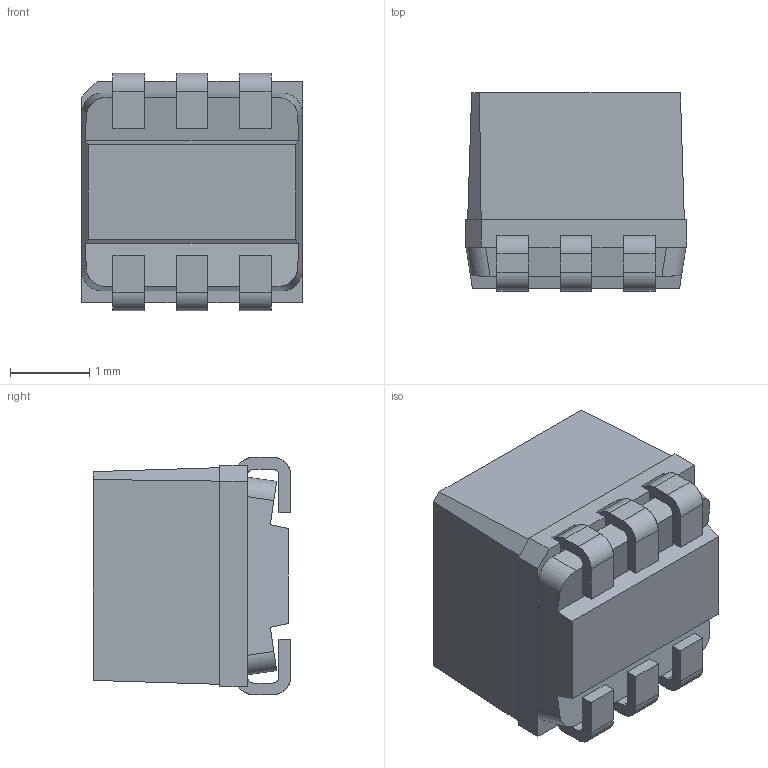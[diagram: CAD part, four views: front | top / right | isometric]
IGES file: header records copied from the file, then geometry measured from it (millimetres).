
Start section: SolidWorks IGES file using analytic representation for surfaces
Global section: file name: NSSM432A.IGS; native system: SolidWorks 2020; preprocessor: SolidWorks 2020; author: j45169; date: 210406.143346; units: millimetre
Bounding box: 2.8 x 2.5 x 3 mm (x, y, z)
Surface area: 58.7 mm2 (no closed solid volume)
Topology: 0 solids, 0 shells, 158 faces, 1040 edges, 1040 vertices
Faces by surface type: bspline 122, revolution 36
